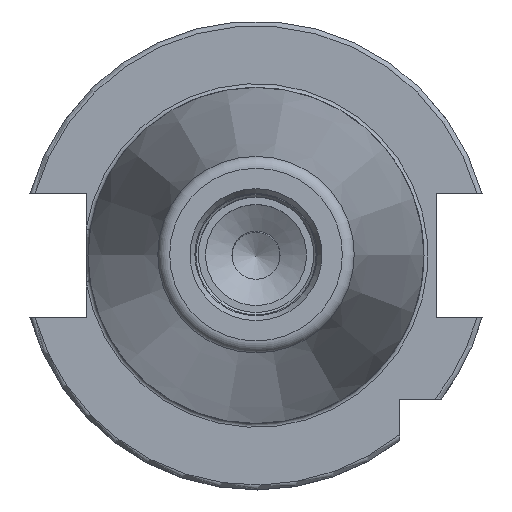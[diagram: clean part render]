
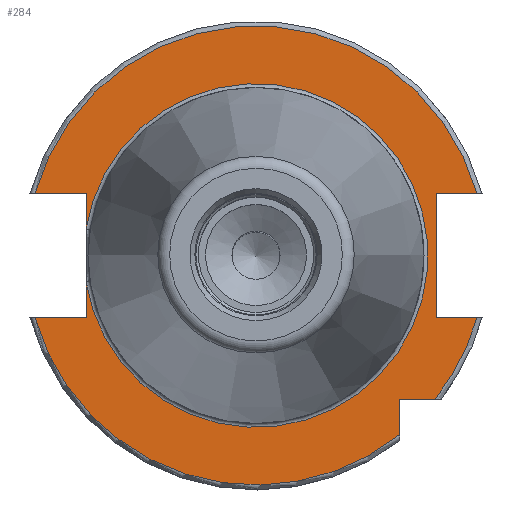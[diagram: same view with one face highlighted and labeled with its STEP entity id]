
A CAD part, top view. The second image highlights one B-rep face of the part: STEP entity #284.
In plain terms, the highlighted planar face has unit normal (0, 0, 1).
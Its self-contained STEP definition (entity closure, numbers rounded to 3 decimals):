
#100=FACE_OUTER_BOUND('',#450,.T.);
#146=LINE('',#1639,#199);
#147=LINE('',#1644,#200);
#148=LINE('',#1646,#201);
#149=LINE('',#1650,#202);
#150=LINE('',#1652,#203);
#151=LINE('',#1656,#204);
#152=LINE('',#1658,#205);
#153=LINE('',#1660,#206);
#154=LINE('',#1664,#207);
#199=VECTOR('',#1316,1.);
#200=VECTOR('',#1319,1.);
#201=VECTOR('',#1320,1.);
#202=VECTOR('',#1323,1.);
#203=VECTOR('',#1324,1.);
#204=VECTOR('',#1327,1.);
#205=VECTOR('',#1328,1.);
#206=VECTOR('',#1329,1.);
#207=VECTOR('',#1332,1.);
#284=ADVANCED_FACE('',(#100),#352,.T.);
#352=PLANE('',#1162);
#450=EDGE_LOOP('',(#562,#563,#564,#565,#566,#567,#568,#569,#570,#571,#572,
#573,#574));
#562=ORIENTED_EDGE('',*,*,#951,.T.);
#563=ORIENTED_EDGE('',*,*,#952,.T.);
#564=ORIENTED_EDGE('',*,*,#953,.T.);
#565=ORIENTED_EDGE('',*,*,#954,.T.);
#566=ORIENTED_EDGE('',*,*,#955,.T.);
#567=ORIENTED_EDGE('',*,*,#956,.T.);
#568=ORIENTED_EDGE('',*,*,#957,.T.);
#569=ORIENTED_EDGE('',*,*,#958,.T.);
#570=ORIENTED_EDGE('',*,*,#959,.T.);
#571=ORIENTED_EDGE('',*,*,#960,.T.);
#572=ORIENTED_EDGE('',*,*,#961,.T.);
#573=ORIENTED_EDGE('',*,*,#962,.T.);
#574=ORIENTED_EDGE('',*,*,#963,.T.);
#844=VERTEX_POINT('',#1640);
#845=VERTEX_POINT('',#1641);
#846=VERTEX_POINT('',#1643);
#847=VERTEX_POINT('',#1645);
#848=VERTEX_POINT('',#1647);
#849=VERTEX_POINT('',#1649);
#850=VERTEX_POINT('',#1651);
#851=VERTEX_POINT('',#1653);
#852=VERTEX_POINT('',#1655);
#853=VERTEX_POINT('',#1657);
#854=VERTEX_POINT('',#1659);
#855=VERTEX_POINT('',#1661);
#856=VERTEX_POINT('',#1663);
#951=EDGE_CURVE('',#844,#845,#146,.T.);
#952=EDGE_CURVE('',#845,#846,#1086,.T.);
#953=EDGE_CURVE('',#846,#847,#147,.T.);
#954=EDGE_CURVE('',#847,#848,#148,.T.);
#955=EDGE_CURVE('',#848,#849,#1087,.T.);
#956=EDGE_CURVE('',#849,#850,#149,.T.);
#957=EDGE_CURVE('',#850,#851,#150,.T.);
#958=EDGE_CURVE('',#851,#852,#1088,.T.);
#959=EDGE_CURVE('',#852,#853,#151,.T.);
#960=EDGE_CURVE('',#853,#854,#152,.T.);
#961=EDGE_CURVE('',#854,#855,#153,.T.);
#962=EDGE_CURVE('',#855,#856,#1089,.T.);
#963=EDGE_CURVE('',#856,#844,#154,.T.);
#1086=CIRCLE('',#1158,35.725);
#1087=CIRCLE('',#1159,47.725);
#1088=CIRCLE('',#1160,47.725);
#1089=CIRCLE('',#1161,47.725);
#1158=AXIS2_PLACEMENT_3D('',#1642,#1317,#1318);
#1159=AXIS2_PLACEMENT_3D('',#1648,#1321,#1322);
#1160=AXIS2_PLACEMENT_3D('',#1654,#1325,#1326);
#1161=AXIS2_PLACEMENT_3D('',#1662,#1330,#1331);
#1162=AXIS2_PLACEMENT_3D('',#1665,#1333,#1334);
#1316=DIRECTION('',(0.,-1.,0.));
#1317=DIRECTION('',(0.,0.,-1.));
#1318=DIRECTION('',(-1.,0.,0.));
#1319=DIRECTION('',(0.,-1.,0.));
#1320=DIRECTION('',(-1.,0.,0.));
#1321=DIRECTION('',(0.,0.,1.));
#1322=DIRECTION('',(-1.,0.,0.));
#1323=DIRECTION('',(0.,1.,0.));
#1324=DIRECTION('',(1.,0.,0.));
#1325=DIRECTION('',(0.,0.,1.));
#1326=DIRECTION('',(-1.,0.,0.));
#1327=DIRECTION('',(-1.,0.,0.));
#1328=DIRECTION('',(0.,1.,0.));
#1329=DIRECTION('',(1.,0.,0.));
#1330=DIRECTION('',(0.,0.,1.));
#1331=DIRECTION('',(-1.,0.,0.));
#1332=DIRECTION('',(1.,0.,0.));
#1333=DIRECTION('',(0.,0.,1.));
#1334=DIRECTION('',(-1.,0.,0.));
#1639=CARTESIAN_POINT('',(-35.3,12.9,-3.2));
#1640=CARTESIAN_POINT('',(-35.3,12.903,-3.2));
#1641=CARTESIAN_POINT('',(-35.3,5.494,-3.2));
#1642=CARTESIAN_POINT('',(0.,0.,-3.2));
#1643=CARTESIAN_POINT('',(-35.3,-5.494,-3.2));
#1644=CARTESIAN_POINT('',(-35.3,12.9,-3.2));
#1645=CARTESIAN_POINT('',(-35.3,-12.903,-3.2));
#1646=CARTESIAN_POINT('',(0.,-12.903,-3.2));
#1647=CARTESIAN_POINT('',(-45.948,-12.903,-3.2));
#1648=CARTESIAN_POINT('',(0.,0.,-3.2));
#1649=CARTESIAN_POINT('',(29.85,-37.238,-3.2));
#1650=CARTESIAN_POINT('',(29.85,-49.85,-3.2));
#1651=CARTESIAN_POINT('',(29.85,-29.85,-3.2));
#1652=CARTESIAN_POINT('',(29.85,-29.85,-3.2));
#1653=CARTESIAN_POINT('',(37.238,-29.85,-3.2));
#1654=CARTESIAN_POINT('',(0.,0.,-3.2));
#1655=CARTESIAN_POINT('',(45.948,-12.903,-3.2));
#1656=CARTESIAN_POINT('',(0.,-12.903,-3.2));
#1657=CARTESIAN_POINT('',(37.5,-12.903,-3.2));
#1658=CARTESIAN_POINT('',(37.5,-12.9,-3.2));
#1659=CARTESIAN_POINT('',(37.5,12.903,-3.2));
#1660=CARTESIAN_POINT('',(0.,12.903,-3.2));
#1661=CARTESIAN_POINT('',(45.948,12.903,-3.2));
#1662=CARTESIAN_POINT('',(0.,0.,-3.2));
#1663=CARTESIAN_POINT('',(-45.948,12.903,-3.2));
#1664=CARTESIAN_POINT('',(0.,12.903,-3.2));
#1665=CARTESIAN_POINT('',(0.,-34.925,-3.2));
